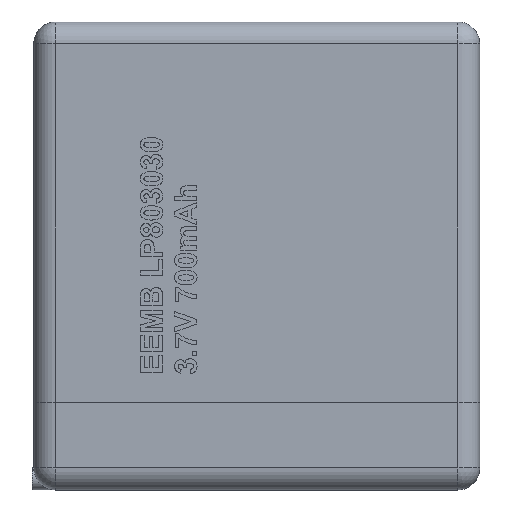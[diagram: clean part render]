
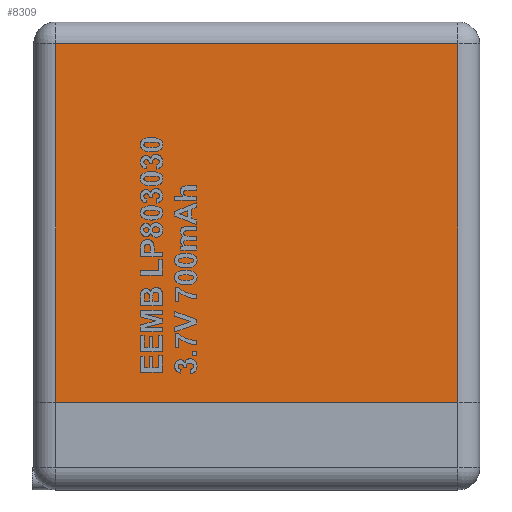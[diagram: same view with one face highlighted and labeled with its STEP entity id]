
A CAD part, top view. The second image highlights one B-rep face of the part: STEP entity #8309.
In plain terms, the highlighted planar face has unit normal (0, 0, 1).
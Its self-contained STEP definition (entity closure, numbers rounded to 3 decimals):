
#959=PLANE('',#8877);
#1141=LINE('',#10306,#1827);
#1149=LINE('',#10335,#1835);
#1152=LINE('',#10342,#1838);
#1155=LINE('',#10350,#1841);
#1827=VECTOR('',#9125,10.);
#1835=VECTOR('',#9159,10.);
#1838=VECTOR('',#9166,10.);
#1841=VECTOR('',#9175,10.);
#2541=FACE_OUTER_BOUND('',#3031,.T.);
#3031=EDGE_LOOP('',(#5753,#5754,#5755,#5756));
#3571=VERTEX_POINT('',#10294);
#3574=VERTEX_POINT('',#10304);
#3581=VERTEX_POINT('',#10326);
#3583=VERTEX_POINT('',#10338);
#4428=EDGE_CURVE('',#3574,#3571,#1141,.T.);
#4443=EDGE_CURVE('',#3571,#3581,#1149,.T.);
#4447=EDGE_CURVE('',#3581,#3583,#1152,.T.);
#4451=EDGE_CURVE('',#3574,#3583,#1155,.T.);
#5753=ORIENTED_EDGE('',*,*,#4447,.F.);
#5754=ORIENTED_EDGE('',*,*,#4443,.F.);
#5755=ORIENTED_EDGE('',*,*,#4428,.F.);
#5756=ORIENTED_EDGE('',*,*,#4451,.T.);
#8309=ADVANCED_FACE('',(#2541),#959,.T.);
#8877=AXIS2_PLACEMENT_3D('',#10349,#9173,#9174);
#9125=DIRECTION('',(0.,1.,0.));
#9159=DIRECTION('',(1.,0.,0.));
#9166=DIRECTION('',(0.,-1.,0.));
#9173=DIRECTION('center_axis',(0.,0.,1.));
#9174=DIRECTION('ref_axis',(1.,0.,0.));
#9175=DIRECTION('',(1.,0.,0.));
#10294=CARTESIAN_POINT('',(-13.75,14.5,8.3));
#10304=CARTESIAN_POINT('',(-13.75,-10.,8.3));
#10306=CARTESIAN_POINT('',(-13.75,9.5,8.3));
#10326=CARTESIAN_POINT('',(13.75,14.5,8.3));
#10335=CARTESIAN_POINT('',(7.625,14.5,8.3));
#10338=CARTESIAN_POINT('',(13.75,-10.,8.3));
#10342=CARTESIAN_POINT('',(13.75,-3.5,8.3));
#10349=CARTESIAN_POINT('Origin',(0.,3.,8.3));
#10350=CARTESIAN_POINT('',(15.25,-10.,8.3));
